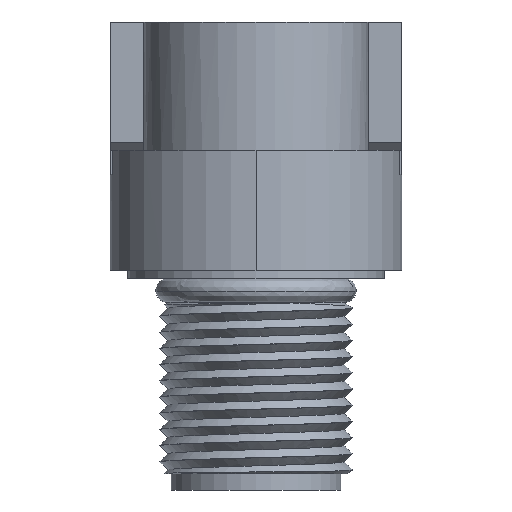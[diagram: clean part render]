
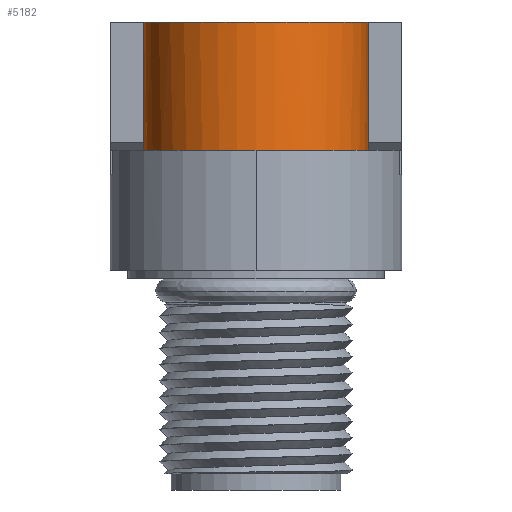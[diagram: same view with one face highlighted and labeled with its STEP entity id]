
A CAD part, front view. The second image highlights one B-rep face of the part: STEP entity #5182.
In plain terms, the highlighted cylindrical face has radius 7 mm (diameter 14 mm), a partial arc.
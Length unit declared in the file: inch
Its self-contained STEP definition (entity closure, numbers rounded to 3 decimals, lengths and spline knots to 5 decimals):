
#21 = VERTEX_POINT ( 'NONE', #15880 ) ;
#103 = AXIS2_PLACEMENT_3D ( 'NONE', #9396, #6524, #1420 ) ;
#182 = ORIENTED_EDGE ( 'NONE', *, *, #26846, .F. ) ;
#319 = DIRECTION ( 'NONE',  ( -1., 0., 0. ) ) ;
#322 = FACE_OUTER_BOUND ( 'NONE', #30933, .T. ) ;
#645 = CYLINDRICAL_SURFACE ( 'NONE', #103, 0.27559 ) ;
#762 = CARTESIAN_POINT ( 'NONE',  ( 0.27559, 0., 1.14961 ) ) ;
#1420 = DIRECTION ( 'NONE',  ( -1., 0., 0. ) ) ;
#1928 = DIRECTION ( 'NONE',  ( 0., 0., -1. ) ) ;
#2197 = ORIENTED_EDGE ( 'NONE', *, *, #21512, .F. ) ;
#2261 = CARTESIAN_POINT ( 'NONE',  ( 0.27559, 0., 1.14961 ) ) ;
#2708 = CARTESIAN_POINT ( 'NONE',  ( 0.26829, -0.06299, 0.69685 ) ) ;
#2844 = ORIENTED_EDGE ( 'NONE', *, *, #20418, .F. ) ;
#3267 = EDGE_CURVE ( 'NONE', #6690, #4002, #34862, .T. ) ;
#3745 = LINE ( 'NONE', #15534, #4079 ) ;
#4002 = VERTEX_POINT ( 'NONE', #26533 ) ;
#4079 = VECTOR ( 'NONE', #1928, 39.37008 ) ;
#4267 = DIRECTION ( 'NONE',  ( 0., 0., -1. ) ) ;
#4481 = VERTEX_POINT ( 'NONE', #762 ) ;
#4579 = CARTESIAN_POINT ( 'NONE',  ( 0., 0., 0.83465 ) ) ;
#5031 = ORIENTED_EDGE ( 'NONE', *, *, #34326, .F. ) ;
#5118 = CARTESIAN_POINT ( 'NONE',  ( -0.27559, 0., 1.14961 ) ) ;
#5182 = ADVANCED_FACE ( 'NONE', ( #322 ), #645, .T. ) ;
#5189 = LINE ( 'NONE', #29997, #16817 ) ;
#5347 = DIRECTION ( 'NONE',  ( 0., 0., -1. ) ) ;
#5532 = DIRECTION ( 'NONE',  ( 0., 0., 1. ) ) ;
#5556 = CARTESIAN_POINT ( 'NONE',  ( -0.27559, 0., 0.69685 ) ) ;
#6167 = AXIS2_PLACEMENT_3D ( 'NONE', #10097, #31450, #23274 ) ;
#6524 = DIRECTION ( 'NONE',  ( 0., 0., -1. ) ) ;
#6690 = VERTEX_POINT ( 'NONE', #18426 ) ;
#6845 = CARTESIAN_POINT ( 'NONE',  ( 0., 0., 0.69685 ) ) ;
#6852 = CIRCLE ( 'NONE', #33060, 0.27559 ) ;
#7717 = CARTESIAN_POINT ( 'NONE',  ( 0., 0., 1.14961 ) ) ;
#8027 = LINE ( 'NONE', #2261, #19838 ) ;
#8987 = AXIS2_PLACEMENT_3D ( 'NONE', #7717, #15782, #319 ) ;
#9396 = CARTESIAN_POINT ( 'NONE',  ( 0., 0., 1.14961 ) ) ;
#10097 = CARTESIAN_POINT ( 'NONE',  ( 0., 0., 0.69685 ) ) ;
#10823 = VERTEX_POINT ( 'NONE', #17378 ) ;
#11588 = DIRECTION ( 'NONE',  ( -1., 0., 0. ) ) ;
#12765 = DIRECTION ( 'NONE',  ( 0., 0., 1. ) ) ;
#14238 = CIRCLE ( 'NONE', #6167, 0.27559 ) ;
#15154 = VERTEX_POINT ( 'NONE', #34821 ) ;
#15534 = CARTESIAN_POINT ( 'NONE',  ( -0.26829, -0.06299, 0.92323 ) ) ;
#15779 = VERTEX_POINT ( 'NONE', #2708 ) ;
#15782 = DIRECTION ( 'NONE',  ( 0., 0., 1. ) ) ;
#15880 = CARTESIAN_POINT ( 'NONE',  ( -0.26829, -0.06299, 0.69685 ) ) ;
#15928 = EDGE_CURVE ( 'NONE', #10823, #29463, #33092, .T. ) ;
#16817 = VECTOR ( 'NONE', #5532, 39.37008 ) ;
#17378 = CARTESIAN_POINT ( 'NONE',  ( -0.27559, 0., 1.14961 ) ) ;
#18426 = CARTESIAN_POINT ( 'NONE',  ( -0.26829, -0.06299, 0.83465 ) ) ;
#19838 = VECTOR ( 'NONE', #4267, 39.37008 ) ;
#20418 = EDGE_CURVE ( 'NONE', #15779, #4002, #5189, .T. ) ;
#21512 = EDGE_CURVE ( 'NONE', #6690, #21, #3745, .T. ) ;
#21604 = VECTOR ( 'NONE', #5347, 39.37008 ) ;
#21620 = ORIENTED_EDGE ( 'NONE', *, *, #30426, .F. ) ;
#22598 = EDGE_CURVE ( 'NONE', #10823, #4481, #29094, .T. ) ;
#23274 = DIRECTION ( 'NONE',  ( -1., 0., 0. ) ) ;
#24118 = ORIENTED_EDGE ( 'NONE', *, *, #3267, .T. ) ;
#25360 = ORIENTED_EDGE ( 'NONE', *, *, #15928, .T. ) ;
#26533 = CARTESIAN_POINT ( 'NONE',  ( 0.26829, -0.06299, 0.83465 ) ) ;
#26846 = EDGE_CURVE ( 'NONE', #21, #29463, #14238, .T. ) ;
#28213 = AXIS2_PLACEMENT_3D ( 'NONE', #4579, #12765, #31021 ) ;
#29094 = CIRCLE ( 'NONE', #8987, 0.27559 ) ;
#29329 = ORIENTED_EDGE ( 'NONE', *, *, #22598, .F. ) ;
#29463 = VERTEX_POINT ( 'NONE', #5556 ) ;
#29997 = CARTESIAN_POINT ( 'NONE',  ( 0.26829, -0.06299, 0.92323 ) ) ;
#30426 = EDGE_CURVE ( 'NONE', #4481, #15154, #8027, .T. ) ;
#30933 = EDGE_LOOP ( 'NONE', ( #21620, #29329, #25360, #182, #2197, #24118, #2844, #5031 ) ) ;
#31021 = DIRECTION ( 'NONE',  ( -1., 0., 0. ) ) ;
#31450 = DIRECTION ( 'NONE',  ( 0., 0., -1. ) ) ;
#33060 = AXIS2_PLACEMENT_3D ( 'NONE', #6845, #33130, #11588 ) ;
#33092 = LINE ( 'NONE', #5118, #21604 ) ;
#33130 = DIRECTION ( 'NONE',  ( 0., 0., -1. ) ) ;
#34326 = EDGE_CURVE ( 'NONE', #15154, #15779, #6852, .T. ) ;
#34821 = CARTESIAN_POINT ( 'NONE',  ( 0.27559, 0., 0.69685 ) ) ;
#34862 = CIRCLE ( 'NONE', #28213, 0.27559 ) ;
